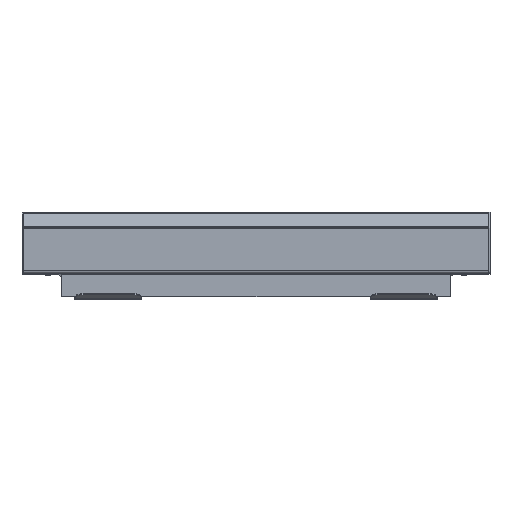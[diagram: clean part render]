
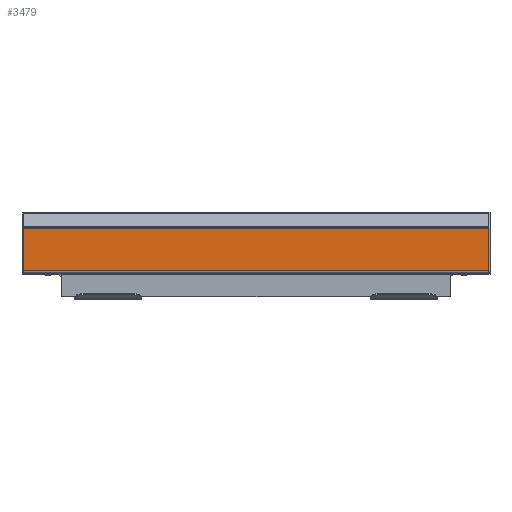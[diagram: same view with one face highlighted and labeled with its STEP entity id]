
A CAD part, top view. The second image highlights one B-rep face of the part: STEP entity #3479.
In plain terms, the highlighted planar face has unit normal (0, 0, 1).
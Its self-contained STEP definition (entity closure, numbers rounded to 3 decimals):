
#212 = VERTEX_POINT ( 'NONE', #2529 ) ;
#552 = CARTESIAN_POINT ( 'NONE',  ( -277.5, -19.054, 243. ) ) ;
#902 = DIRECTION ( 'NONE',  ( 1., 0., 0. ) ) ;
#1960 = ORIENTED_EDGE ( 'NONE', *, *, #5338, .T. ) ;
#2529 = CARTESIAN_POINT ( 'NONE',  ( 277.5, -69.906, 243. ) ) ;
#2581 = VECTOR ( 'NONE', #902, 1000. ) ;
#2789 = CARTESIAN_POINT ( 'NONE',  ( -277.5, -19.054, 243. ) ) ;
#3299 = CARTESIAN_POINT ( 'NONE',  ( 277.5, -19.054, 243. ) ) ;
#3479 = ADVANCED_FACE ( 'NONE', ( #3979 ), #8801, .T. ) ;
#3501 = EDGE_CURVE ( 'NONE', #14593, #212, #10533, .T. ) ;
#3603 = CARTESIAN_POINT ( 'NONE',  ( -277.5, -69.906, 243. ) ) ;
#3979 = FACE_OUTER_BOUND ( 'NONE', #7499, .T. ) ;
#4241 = CARTESIAN_POINT ( 'NONE',  ( -277.5, -19.054, 243. ) ) ;
#4525 = CARTESIAN_POINT ( 'NONE',  ( -277.5, -69.906, 243. ) ) ;
#4609 = EDGE_CURVE ( 'NONE', #12786, #4795, #10253, .T. ) ;
#4795 = VERTEX_POINT ( 'NONE', #3299 ) ;
#4886 = ORIENTED_EDGE ( 'NONE', *, *, #4609, .F. ) ;
#5338 = EDGE_CURVE ( 'NONE', #12786, #14593, #12630, .T. ) ;
#5356 = DIRECTION ( 'NONE',  ( 1., 0., 0. ) ) ;
#6881 = VECTOR ( 'NONE', #5356, 1000. ) ;
#7499 = EDGE_LOOP ( 'NONE', ( #11194, #8450, #4886, #1960 ) ) ;
#7617 = DIRECTION ( 'NONE',  ( 0., 0., 1. ) ) ;
#8366 = VECTOR ( 'NONE', #12791, 1000. ) ;
#8450 = ORIENTED_EDGE ( 'NONE', *, *, #10621, .F. ) ;
#8665 = CARTESIAN_POINT ( 'NONE',  ( -277.5, -19.054, 243. ) ) ;
#8801 = PLANE ( 'NONE',  #12931 ) ;
#9358 = LINE ( 'NONE', #12918, #12759 ) ;
#10253 = LINE ( 'NONE', #552, #6881 ) ;
#10533 = LINE ( 'NONE', #4525, #2581 ) ;
#10621 = EDGE_CURVE ( 'NONE', #4795, #212, #9358, .T. ) ;
#11194 = ORIENTED_EDGE ( 'NONE', *, *, #3501, .T. ) ;
#12443 = DIRECTION ( 'NONE',  ( 1., 0., 0. ) ) ;
#12630 = LINE ( 'NONE', #4241, #8366 ) ;
#12759 = VECTOR ( 'NONE', #12849, 1000. ) ;
#12786 = VERTEX_POINT ( 'NONE', #8665 ) ;
#12791 = DIRECTION ( 'NONE',  ( 0., -1., 0. ) ) ;
#12849 = DIRECTION ( 'NONE',  ( 0., -1., 0. ) ) ;
#12918 = CARTESIAN_POINT ( 'NONE',  ( 277.5, -19.054, 243. ) ) ;
#12931 = AXIS2_PLACEMENT_3D ( 'NONE', #2789, #7617, #12443 ) ;
#14593 = VERTEX_POINT ( 'NONE', #3603 ) ;
